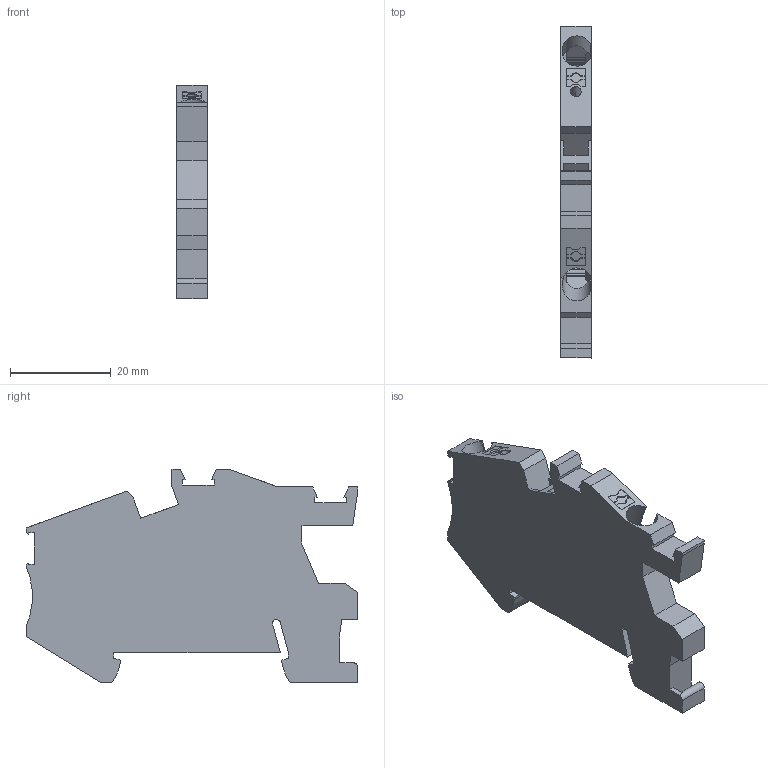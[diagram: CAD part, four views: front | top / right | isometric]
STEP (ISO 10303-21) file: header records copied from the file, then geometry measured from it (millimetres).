
FILE_DESCRIPTION(('Creo Elements/Direct Modeling STEP Export'),'2;1');
FILE_NAME('model.stp','2018-02-09T 3:32:02',(''),(''),'Creo Elements/Direct Modeling STEP processor for AP214 (Solid Model)','Creo Elements/Direct Modeling 18.1I 14-Aug-2016 (C) Parametric Technology GmbH','');
FILE_SCHEMA(('AUTOMOTIVE_DESIGN { 1 0 10303 214 1 1 1 1 }'));
Length unit declared in the file: millimetre
Products named in the file (2): PTI_4-BU-select
Assembly tree (1 placements, depth 2):
  PTI_4-BU-select
    PTI_4-BU-select
Bounding box: 6.15 x 65.9 x 42.5 mm (x, y, z)
Volume: 11172.1 mm3; surface area: 6698 mm2
Topology: 1 solids, 1 shells, 166 faces, 476 edges, 315 vertices
Faces by surface type: plane 139, cylinder 21, bspline 2, cone 2, torus 2
Entity records: 8646 total; most frequent: CARTESIAN_POINT 2879, ORIENTED_EDGE 952, DIRECTION 849, EDGE_CURVE 476, VECTOR 399, LINE 399, VERTEX_POINT 315, AXIS2_PLACEMENT_3D 225
